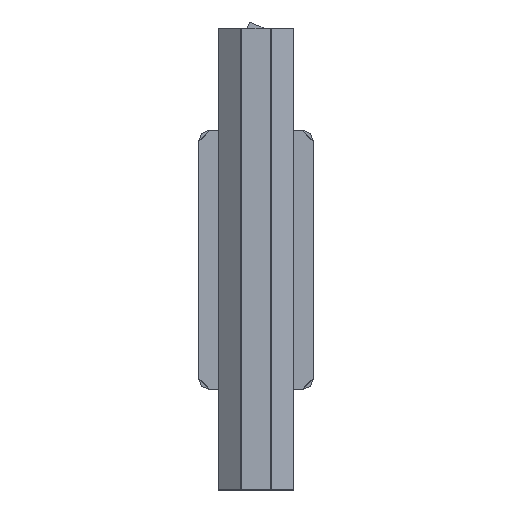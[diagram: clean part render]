
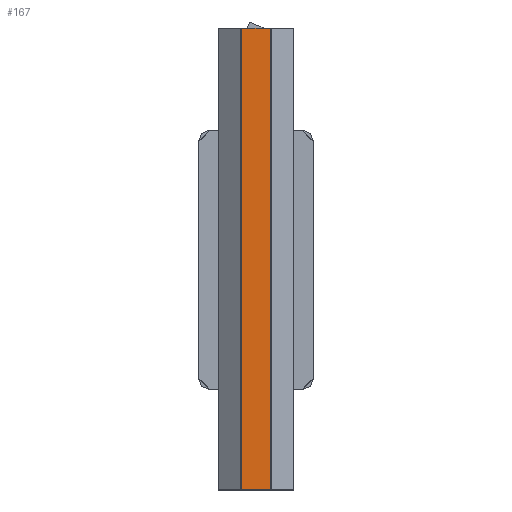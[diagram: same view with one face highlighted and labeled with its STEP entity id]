
A CAD part, top view. The second image highlights one B-rep face of the part: STEP entity #167.
In plain terms, the highlighted planar face has unit normal (0, 0, 1).
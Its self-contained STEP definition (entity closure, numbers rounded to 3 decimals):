
#167=ADVANCED_FACE($,(#321),#2047,.T.);
#321=FACE_OUTER_BOUND($,#482,.T.);
#482=EDGE_LOOP($,(#781,#782,#783,#784));
#781=ORIENTED_EDGE($,*,*,#1385,.F.);
#782=ORIENTED_EDGE($,*,*,#1392,.F.);
#783=ORIENTED_EDGE($,*,*,#1395,.F.);
#784=ORIENTED_EDGE($,*,*,#1389,.F.);
#1385=EDGE_CURVE($,#1736,#1735,#2309,.T.);
#1389=EDGE_CURVE($,#1735,#1739,#2108,.T.);
#1392=EDGE_CURVE($,#1741,#1736,#2111,.T.);
#1395=EDGE_CURVE($,#1739,#1741,#2311,.T.);
#1735=VERTEX_POINT($,#3261);
#1736=VERTEX_POINT($,#3262);
#1739=VERTEX_POINT($,#3265);
#1741=VERTEX_POINT($,#3267);
#2047=PLANE($,#2491);
#2108=(
BOUNDED_CURVE()
B_SPLINE_CURVE(2,(#3000,#3001,#3002,#3003,#3004),.UNSPECIFIED.,.F.,.F.)
B_SPLINE_CURVE_WITH_KNOTS((3,2,3),(-39.332,-19.666,0.),
.UNSPECIFIED.)
CURVE()
GEOMETRIC_REPRESENTATION_ITEM()
RATIONAL_B_SPLINE_CURVE((1.,0.707,1.,0.707,1.))
REPRESENTATION_ITEM($)
);
#2111=(
BOUNDED_CURVE()
B_SPLINE_CURVE(2,(#3013,#3014,#3015,#3016,#3017),.UNSPECIFIED.,.F.,.F.)
B_SPLINE_CURVE_WITH_KNOTS((3,2,3),(-39.332,-19.666,0.),
.UNSPECIFIED.)
CURVE()
GEOMETRIC_REPRESENTATION_ITEM()
RATIONAL_B_SPLINE_CURVE((1.,0.707,1.,0.707,1.))
REPRESENTATION_ITEM($)
);
#2309=B_SPLINE_CURVE_WITH_KNOTS($,1,(#2990,#2991),.UNSPECIFIED.,.F.,.F.,
(2,2),(-400.,0.),.UNSPECIFIED.);
#2311=B_SPLINE_CURVE_WITH_KNOTS($,1,(#3026,#3027),.UNSPECIFIED.,.F.,.F.,
(2,2),(-400.,0.),.UNSPECIFIED.);
#2491=AXIS2_PLACEMENT_3D($,#3252,#2541,$);
#2541=DIRECTION($,(0.,0.,1.));
#2990=CARTESIAN_POINT($,(-12.52,-200.,41.6));
#2991=CARTESIAN_POINT($,(-12.52,200.,41.6));
#3000=CARTESIAN_POINT($,(-12.52,200.,41.6));
#3001=CARTESIAN_POINT($,(-12.52,212.52,41.6));
#3002=CARTESIAN_POINT($,(0.,212.52,41.6));
#3003=CARTESIAN_POINT($,(12.52,212.52,41.6));
#3004=CARTESIAN_POINT($,(12.52,200.,41.6));
#3013=CARTESIAN_POINT($,(12.52,-200.,41.6));
#3014=CARTESIAN_POINT($,(12.52,-212.52,41.6));
#3015=CARTESIAN_POINT($,(0.,-212.52,41.6));
#3016=CARTESIAN_POINT($,(-12.52,-212.52,41.6));
#3017=CARTESIAN_POINT($,(-12.52,-200.,41.6));
#3026=CARTESIAN_POINT($,(12.52,200.,41.6));
#3027=CARTESIAN_POINT($,(12.52,-200.,41.6));
#3252=CARTESIAN_POINT($,(12.52,-216.77,41.6));
#3261=CARTESIAN_POINT($,(-12.52,200.,41.6));
#3262=CARTESIAN_POINT($,(-12.52,-200.,41.6));
#3265=CARTESIAN_POINT($,(12.52,200.,41.6));
#3267=CARTESIAN_POINT($,(12.52,-200.,41.6));
